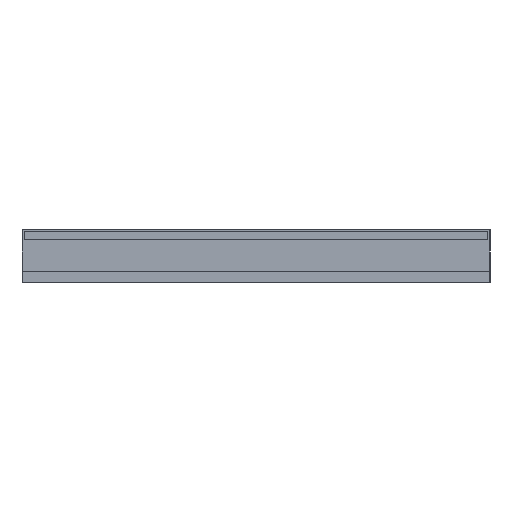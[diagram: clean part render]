
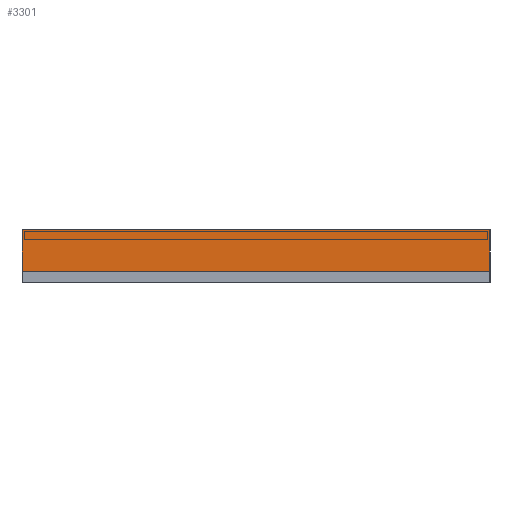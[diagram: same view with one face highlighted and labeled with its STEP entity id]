
A CAD part, left-side view. The second image highlights one B-rep face of the part: STEP entity #3301.
In plain terms, the highlighted planar face has unit normal (-1, 0, 0).
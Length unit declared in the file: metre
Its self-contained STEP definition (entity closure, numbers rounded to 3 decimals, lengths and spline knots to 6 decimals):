
#420=ORIENTED_EDGE('',*,*,#1401,.T.);
#421=ORIENTED_EDGE('',*,*,#1402,.F.);
#422=ORIENTED_EDGE('',*,*,#1297,.F.);
#423=ORIENTED_EDGE('',*,*,#1399,.T.);
#1297=EDGE_CURVE('',#1789,#1791,#2126,.T.);
#1399=EDGE_CURVE('',#1789,#1891,#2182,.T.);
#1401=EDGE_CURVE('',#1891,#1893,#2184,.T.);
#1402=EDGE_CURVE('',#1791,#1893,#2185,.T.);
#1789=VERTEX_POINT('',#4654);
#1791=VERTEX_POINT('',#4657);
#1891=VERTEX_POINT('',#4903);
#1893=VERTEX_POINT('',#4909);
#2126=LINE('',#4656,#2450);
#2182=LINE('',#4905,#2506);
#2184=LINE('',#4908,#2508);
#2185=LINE('',#4910,#2509);
#2450=VECTOR('',#3820,1.);
#2506=VECTOR('',#3926,1.);
#2508=VECTOR('',#3930,1.);
#2509=VECTOR('',#3931,1.);
#2766=EDGE_LOOP('',(#420,#421,#422,#423));
#2977=FACE_BOUND('',#2766,.T.);
#3176=PLANE('',#3560);
#3301=ADVANCED_FACE('',(#2977),#3176,.F.);
#3560=AXIS2_PLACEMENT_3D('',#4907,#3928,#3929);
#3820=DIRECTION('',(0.,-1.,0.));
#3926=DIRECTION('',(0.,0.,-1.));
#3928=DIRECTION('',(1.,0.,0.));
#3929=DIRECTION('',(0.,1.,0.));
#3930=DIRECTION('',(0.,-1.,0.));
#3931=DIRECTION('',(0.,0.,-1.));
#4654=CARTESIAN_POINT('',(0.,0.,0.0012));
#4656=CARTESIAN_POINT('',(0.,-0.0053,0.0012));
#4657=CARTESIAN_POINT('',(0.,-0.0106,0.0012));
#4903=CARTESIAN_POINT('',(0.,0.,0.00025));
#4905=CARTESIAN_POINT('',(0.,0.,0.0012));
#4907=CARTESIAN_POINT('',(0.,-0.0053,0.0012));
#4908=CARTESIAN_POINT('',(0.,-0.0053,0.00025));
#4909=CARTESIAN_POINT('',(0.,-0.0106,0.00025));
#4910=CARTESIAN_POINT('',(0.,-0.0106,0.0012));
